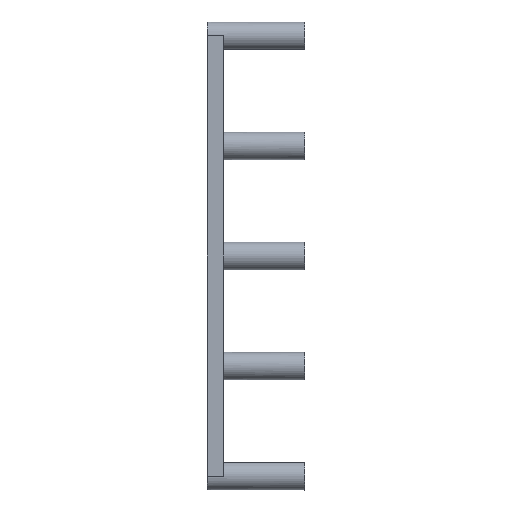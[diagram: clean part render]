
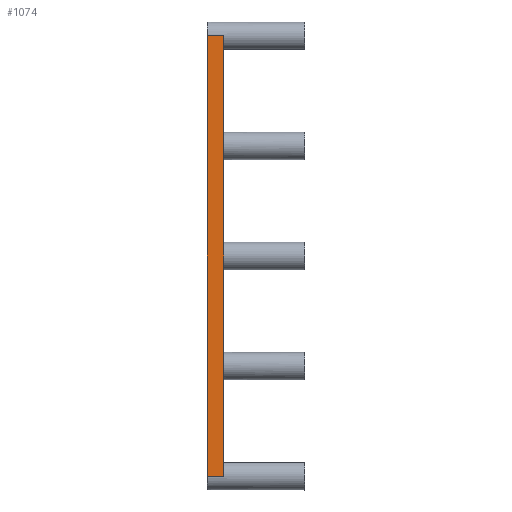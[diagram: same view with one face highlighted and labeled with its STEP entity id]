
A CAD part, left-side view. The second image highlights one B-rep face of the part: STEP entity #1074.
In plain terms, the highlighted planar face has unit normal (-1, 0, 0).
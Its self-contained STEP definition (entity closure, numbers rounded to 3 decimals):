
#169=FACE_OUTER_BOUND('',#240,.T.);
#240=EDGE_LOOP('',(#887,#888,#889,#890));
#332=LINE('',#1739,#421);
#350=LINE('',#1818,#439);
#351=LINE('',#1823,#440);
#352=LINE('',#1824,#441);
#421=VECTOR('',#1404,10.);
#439=VECTOR('',#1494,10.);
#440=VECTOR('',#1499,10.);
#441=VECTOR('',#1500,10.);
#510=VERTEX_POINT('',#1736);
#511=VERTEX_POINT('',#1738);
#536=VERTEX_POINT('',#1816);
#538=VERTEX_POINT('',#1822);
#631=EDGE_CURVE('',#510,#511,#332,.T.);
#669=EDGE_CURVE('',#536,#510,#350,.T.);
#671=EDGE_CURVE('',#536,#538,#351,.T.);
#672=EDGE_CURVE('',#511,#538,#352,.T.);
#887=ORIENTED_EDGE('',*,*,#669,.F.);
#888=ORIENTED_EDGE('',*,*,#671,.T.);
#889=ORIENTED_EDGE('',*,*,#672,.F.);
#890=ORIENTED_EDGE('',*,*,#631,.F.);
#1016=PLANE('',#1200);
#1074=ADVANCED_FACE('',(#169),#1016,.T.);
#1200=AXIS2_PLACEMENT_3D('',#1821,#1497,#1498);
#1404=DIRECTION('',(0.,1.,0.));
#1494=DIRECTION('',(0.,0.,-1.));
#1497=DIRECTION('center_axis',(-1.,0.,0.));
#1498=DIRECTION('ref_axis',(0.,0.,
1.));
#1499=DIRECTION('',(0.,1.,0.));
#1500=DIRECTION('',(0.,0.,1.));
#1736=CARTESIAN_POINT('',(-123.692,16.558,-85.6));
#1738=CARTESIAN_POINT('',(-123.692,22.558,-85.6));
#1739=CARTESIAN_POINT('',(-123.692,16.558,-85.6));
#1816=CARTESIAN_POINT('',(-123.692,16.558,74.4));
#1818=CARTESIAN_POINT('',(-123.692,16.558,74.4));
#1821=CARTESIAN_POINT('Origin',(-123.692,16.558,-85.6));
#1822=CARTESIAN_POINT('',(-123.692,22.558,74.4));
#1823=CARTESIAN_POINT('',(-123.692,16.558,74.4));
#1824=CARTESIAN_POINT('',(-123.692,22.558,74.4));
